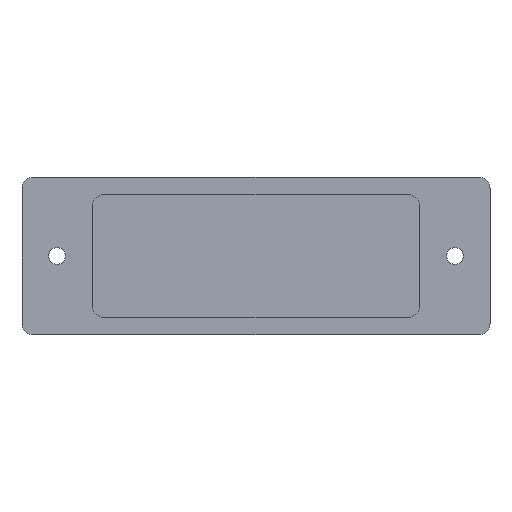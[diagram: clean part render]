
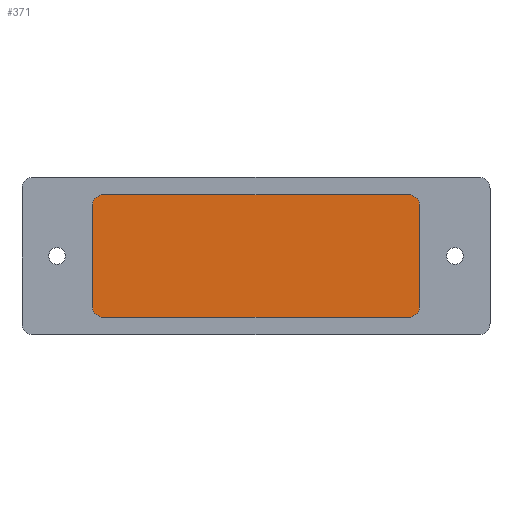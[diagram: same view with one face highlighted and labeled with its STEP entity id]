
A CAD part, top view. The second image highlights one B-rep face of the part: STEP entity #371.
In plain terms, the highlighted planar face has unit normal (0, 0, 1).
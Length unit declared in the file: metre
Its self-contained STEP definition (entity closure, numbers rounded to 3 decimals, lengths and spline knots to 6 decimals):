
#14=LINE('',#573,#46);
#18=LINE('',#582,#50);
#20=LINE('',#586,#52);
#26=LINE('',#600,#58);
#46=VECTOR('',#458,1.);
#50=VECTOR('',#464,1.);
#52=VECTOR('',#468,1.);
#58=VECTOR('',#476,1.);
#80=PLANE('',#409);
#107=ORIENTED_EDGE('',*,*,#201,.T.);
#108=ORIENTED_EDGE('',*,*,#211,.T.);
#109=ORIENTED_EDGE('',*,*,#203,.T.);
#110=ORIENTED_EDGE('',*,*,#212,.T.);
#111=ORIENTED_EDGE('',*,*,#209,.F.);
#112=ORIENTED_EDGE('',*,*,#213,.T.);
#113=ORIENTED_EDGE('',*,*,#197,.F.);
#114=ORIENTED_EDGE('',*,*,#214,.T.);
#197=EDGE_CURVE('',#249,#250,#14,.T.);
#201=EDGE_CURVE('',#254,#253,#18,.T.);
#203=EDGE_CURVE('',#255,#256,#20,.T.);
#209=EDGE_CURVE('',#261,#262,#26,.T.);
#211=EDGE_CURVE('',#253,#255,#283,.T.);
#212=EDGE_CURVE('',#256,#262,#284,.T.);
#213=EDGE_CURVE('',#261,#250,#285,.T.);
#214=EDGE_CURVE('',#249,#254,#286,.T.);
#249=VERTEX_POINT('',#572);
#250=VERTEX_POINT('',#574);
#253=VERTEX_POINT('',#581);
#254=VERTEX_POINT('',#583);
#255=VERTEX_POINT('',#587);
#256=VERTEX_POINT('',#588);
#261=VERTEX_POINT('',#599);
#262=VERTEX_POINT('',#601);
#283=CIRCLE('',#410,0.001);
#284=CIRCLE('',#411,0.001);
#285=CIRCLE('',#412,0.001);
#286=CIRCLE('',#413,0.001);
#307=EDGE_LOOP('',(#107,#108,#109,#110,#111,#112,#113,#114));
#335=FACE_BOUND('',#307,.T.);
#371=ADVANCED_FACE('',(#335),#80,.T.);
#409=AXIS2_PLACEMENT_3D('',#603,#478,#479);
#410=AXIS2_PLACEMENT_3D('',#604,#480,#481);
#411=AXIS2_PLACEMENT_3D('',#605,#482,#483);
#412=AXIS2_PLACEMENT_3D('',#606,#484,#485);
#413=AXIS2_PLACEMENT_3D('',#607,#486,#487);
#458=DIRECTION('',(1.,0.,0.));
#464=DIRECTION('',(0.,-1.,0.));
#468=DIRECTION('',(1.,0.,0.));
#476=DIRECTION('',(0.,-1.,0.));
#478=DIRECTION('',(0.,0.,1.));
#479=DIRECTION('',(1.,0.,0.));
#480=DIRECTION('',(0.,0.,1.));
#481=DIRECTION('',(1.,0.,0.));
#482=DIRECTION('',(0.,0.,1.));
#483=DIRECTION('',(1.,0.,0.));
#484=DIRECTION('',(0.,0.,1.));
#485=DIRECTION('',(1.,0.,0.));
#486=DIRECTION('',(0.,0.,1.));
#487=DIRECTION('',(1.,0.,0.));
#572=CARTESIAN_POINT('',(0.600167,-0.006195,0.001));
#573=CARTESIAN_POINT('',(0.613167,-0.006195,0.001));
#574=CARTESIAN_POINT('',(0.626167,-0.006195,0.001));
#581=CARTESIAN_POINT('',(0.599167,-0.015695,0.001));
#582=CARTESIAN_POINT('',(0.599167,-0.011445,0.001));
#583=CARTESIAN_POINT('',(0.599167,-0.007195,0.001));
#586=CARTESIAN_POINT('',(0.613167,-0.016695,0.001));
#587=CARTESIAN_POINT('',(0.600167,-0.016695,0.001));
#588=CARTESIAN_POINT('',(0.626167,-0.016695,0.001));
#599=CARTESIAN_POINT('',(0.627167,-0.007195,0.001));
#600=CARTESIAN_POINT('',(0.627167,-0.011445,0.001));
#601=CARTESIAN_POINT('',(0.627167,-0.015695,0.001));
#603=CARTESIAN_POINT('',(0.613167,-0.011445,0.001));
#604=CARTESIAN_POINT('',(0.600167,-0.015695,0.001));
#605=CARTESIAN_POINT('',(0.626167,-0.015695,0.001));
#606=CARTESIAN_POINT('',(0.626167,-0.007195,0.001));
#607=CARTESIAN_POINT('',(0.600167,-0.007195,0.001));
